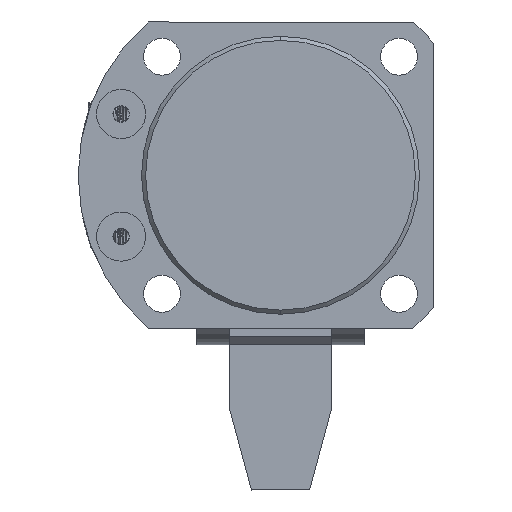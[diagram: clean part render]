
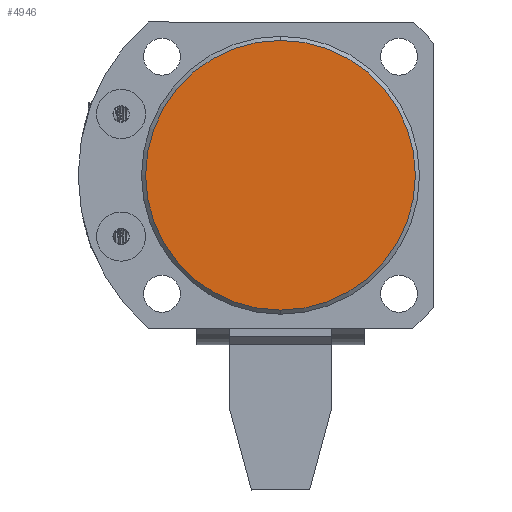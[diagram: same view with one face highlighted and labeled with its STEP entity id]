
A CAD part, front view. The second image highlights one B-rep face of the part: STEP entity #4946.
In plain terms, the highlighted planar face has unit normal (0, -1, 0).
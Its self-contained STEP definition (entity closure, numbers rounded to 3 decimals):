
#12 = CARTESIAN_POINT ( 'NONE',  ( 0., -70., 0. ) ) ;
#1022 = DIRECTION ( 'NONE',  ( 0., 0., -1. ) ) ;
#2098 = DIRECTION ( 'NONE',  ( 0., 0., -1. ) ) ;
#2875 = CARTESIAN_POINT ( 'NONE',  ( 0., -70., -33. ) ) ;
#3132 = CARTESIAN_POINT ( 'NONE',  ( 0., -70., 33. ) ) ;
#4946 = ADVANCED_FACE ( 'NONE', ( #12033 ), #23665, .T. ) ;
#6779 = ORIENTED_EDGE ( 'NONE', *, *, #24972, .T. ) ;
#7694 = AXIS2_PLACEMENT_3D ( 'NONE', #25033, #13120, #1022 ) ;
#8440 = VERTEX_POINT ( 'NONE', #3132 ) ;
#8917 = CIRCLE ( 'NONE', #13734, 33. ) ;
#9503 = ORIENTED_EDGE ( 'NONE', *, *, #19464, .T. ) ;
#10850 = AXIS2_PLACEMENT_3D ( 'NONE', #21729, #11793, #25719 ) ;
#11501 = EDGE_LOOP ( 'NONE', ( #9503, #6779 ) ) ;
#11793 = DIRECTION ( 'NONE',  ( 0., -1., 0. ) ) ;
#12033 = FACE_OUTER_BOUND ( 'NONE', #11501, .T. ) ;
#13120 = DIRECTION ( 'NONE',  ( 0., -1., 0. ) ) ;
#13734 = AXIS2_PLACEMENT_3D ( 'NONE', #12, #14139, #2098 ) ;
#14139 = DIRECTION ( 'NONE',  ( 0., -1., 0. ) ) ;
#19464 = EDGE_CURVE ( 'NONE', #8440, #24781, #21878, .T. ) ;
#21729 = CARTESIAN_POINT ( 'NONE',  ( 0., -70., 0. ) ) ;
#21878 = CIRCLE ( 'NONE', #7694, 33. ) ;
#23665 = PLANE ( 'NONE',  #10850 ) ;
#24781 = VERTEX_POINT ( 'NONE', #2875 ) ;
#24972 = EDGE_CURVE ( 'NONE', #24781, #8440, #8917, .T. ) ;
#25033 = CARTESIAN_POINT ( 'NONE',  ( 0., -70., 0. ) ) ;
#25719 = DIRECTION ( 'NONE',  ( 0., 0., -1. ) ) ;
